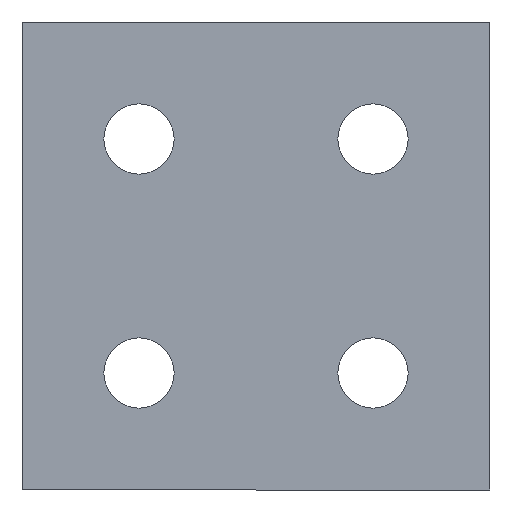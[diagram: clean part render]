
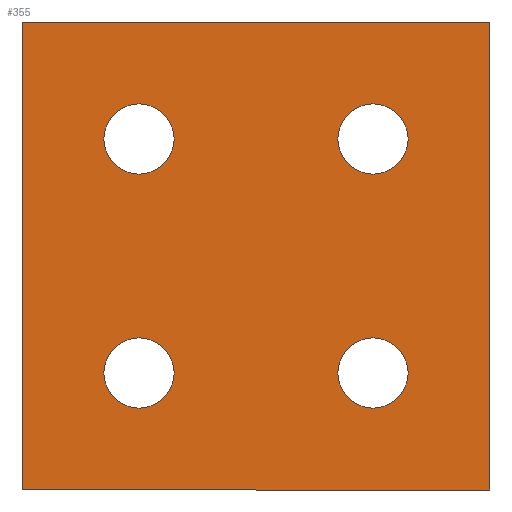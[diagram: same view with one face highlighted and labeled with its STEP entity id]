
A CAD part, front view. The second image highlights one B-rep face of the part: STEP entity #355.
In plain terms, the highlighted planar face has unit normal (0, -1, 0).
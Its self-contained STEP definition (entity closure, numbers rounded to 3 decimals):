
#2 = CIRCLE ( 'NONE', #312, 1.5 ) ;
#13 = EDGE_LOOP ( 'NONE', ( #221, #249 ) ) ;
#15 = EDGE_CURVE ( 'NONE', #464, #508, #488, .T. ) ;
#20 = CIRCLE ( 'NONE', #496, 1.5 ) ;
#29 = CARTESIAN_POINT ( 'NONE',  ( 10., 0., 10. ) ) ;
#33 = VECTOR ( 'NONE', #382, 1000. ) ;
#35 = CARTESIAN_POINT ( 'NONE',  ( 10., 0., -10. ) ) ;
#36 = EDGE_CURVE ( 'NONE', #398, #522, #261, .T. ) ;
#38 = CIRCLE ( 'NONE', #400, 1.5 ) ;
#42 = DIRECTION ( 'NONE',  ( 0., 1., 0. ) ) ;
#54 = DIRECTION ( 'NONE',  ( 1., 0., 0. ) ) ;
#60 = CARTESIAN_POINT ( 'NONE',  ( 5., 0., 6.5 ) ) ;
#66 = DIRECTION ( 'NONE',  ( 0., 0., -1. ) ) ;
#72 = EDGE_CURVE ( 'NONE', #433, #189, #485, .T. ) ;
#77 = EDGE_LOOP ( 'NONE', ( #142, #341 ) ) ;
#79 = DIRECTION ( 'NONE',  ( 0., 1., 0. ) ) ;
#84 = EDGE_LOOP ( 'NONE', ( #447, #104, #292, #209 ) ) ;
#87 = CARTESIAN_POINT ( 'NONE',  ( -5., 0., 5. ) ) ;
#91 = VERTEX_POINT ( 'NONE', #498 ) ;
#93 = CARTESIAN_POINT ( 'NONE',  ( -10., 0., 10. ) ) ;
#103 = DIRECTION ( 'NONE',  ( 0., 0., 1. ) ) ;
#104 = ORIENTED_EDGE ( 'NONE', *, *, #351, .F. ) ;
#118 = LINE ( 'NONE', #305, #323 ) ;
#119 = EDGE_LOOP ( 'NONE', ( #415, #405 ) ) ;
#125 = DIRECTION ( 'NONE',  ( 0., 0., -1. ) ) ;
#128 = VERTEX_POINT ( 'NONE', #181 ) ;
#130 = CARTESIAN_POINT ( 'NONE',  ( 10., 0., 10. ) ) ;
#134 = VECTOR ( 'NONE', #204, 1000. ) ;
#135 = VERTEX_POINT ( 'NONE', #93 ) ;
#140 = CIRCLE ( 'NONE', #397, 1.5 ) ;
#142 = ORIENTED_EDGE ( 'NONE', *, *, #251, .T. ) ;
#146 = CARTESIAN_POINT ( 'NONE',  ( 5., 0., 5. ) ) ;
#148 = FACE_OUTER_BOUND ( 'NONE', #84, .T. ) ;
#149 = CARTESIAN_POINT ( 'NONE',  ( -5., 0., -5. ) ) ;
#163 = CARTESIAN_POINT ( 'NONE',  ( -5., 0., 3.5 ) ) ;
#169 = CARTESIAN_POINT ( 'NONE',  ( -5., 0., 6.5 ) ) ;
#170 = EDGE_CURVE ( 'NONE', #91, #135, #174, .T. ) ;
#171 = DIRECTION ( 'NONE',  ( 0., 0., 1. ) ) ;
#173 = LINE ( 'NONE', #35, #437 ) ;
#174 = LINE ( 'NONE', #385, #33 ) ;
#181 = CARTESIAN_POINT ( 'NONE',  ( 5., 0., -3.5 ) ) ;
#189 = VERTEX_POINT ( 'NONE', #348 ) ;
#195 = EDGE_CURVE ( 'NONE', #216, #293, #20, .T. ) ;
#197 = ORIENTED_EDGE ( 'NONE', *, *, #517, .T. ) ;
#200 = CARTESIAN_POINT ( 'NONE',  ( -5., 0., -3.5 ) ) ;
#204 = DIRECTION ( 'NONE',  ( 0., 0., -1. ) ) ;
#205 = EDGE_CURVE ( 'NONE', #135, #433, #118, .T. ) ;
#207 = CARTESIAN_POINT ( 'NONE',  ( 5., 0., -5. ) ) ;
#208 = FACE_BOUND ( 'NONE', #77, .T. ) ;
#209 = ORIENTED_EDGE ( 'NONE', *, *, #205, .F. ) ;
#212 = CARTESIAN_POINT ( 'NONE',  ( -5., 0., -5. ) ) ;
#216 = VERTEX_POINT ( 'NONE', #60 ) ;
#221 = ORIENTED_EDGE ( 'NONE', *, *, #482, .T. ) ;
#241 = DIRECTION ( 'NONE',  ( -1., 0., 0. ) ) ;
#244 = DIRECTION ( 'NONE',  ( 0., 1., 0. ) ) ;
#249 = ORIENTED_EDGE ( 'NONE', *, *, #195, .T. ) ;
#250 = ORIENTED_EDGE ( 'NONE', *, *, #15, .T. ) ;
#251 = EDGE_CURVE ( 'NONE', #522, #398, #529, .T. ) ;
#258 = AXIS2_PLACEMENT_3D ( 'NONE', #149, #279, #103 ) ;
#261 = CIRCLE ( 'NONE', #454, 1.5 ) ;
#271 = EDGE_CURVE ( 'NONE', #469, #128, #2, .T. ) ;
#279 = DIRECTION ( 'NONE',  ( 0., 1., 0. ) ) ;
#292 = ORIENTED_EDGE ( 'NONE', *, *, #72, .F. ) ;
#293 = VERTEX_POINT ( 'NONE', #423 ) ;
#295 = DIRECTION ( 'NONE',  ( 0., 1., 0. ) ) ;
#297 = FACE_BOUND ( 'NONE', #531, .T. ) ;
#305 = CARTESIAN_POINT ( 'NONE',  ( 10., 0., 10. ) ) ;
#312 = AXIS2_PLACEMENT_3D ( 'NONE', #393, #354, #66 ) ;
#316 = DIRECTION ( 'NONE',  ( 0., 0., 1. ) ) ;
#322 = FACE_BOUND ( 'NONE', #119, .T. ) ;
#323 = VECTOR ( 'NONE', #54, 1000. ) ;
#330 = DIRECTION ( 'NONE',  ( 0., 1., 0. ) ) ;
#334 = CARTESIAN_POINT ( 'NONE',  ( -5., 0., 5. ) ) ;
#341 = ORIENTED_EDGE ( 'NONE', *, *, #36, .T. ) ;
#348 = CARTESIAN_POINT ( 'NONE',  ( 10., 0., -10. ) ) ;
#351 = EDGE_CURVE ( 'NONE', #189, #91, #173, .T. ) ;
#354 = DIRECTION ( 'NONE',  ( 0., 1., 0. ) ) ;
#355 = ADVANCED_FACE ( 'NONE', ( #148, #208, #297, #373, #322 ), #363, .F. ) ;
#360 = CARTESIAN_POINT ( 'NONE',  ( 5., 0., -6.5 ) ) ;
#363 = PLANE ( 'NONE',  #493 ) ;
#373 = FACE_BOUND ( 'NONE', #13, .T. ) ;
#382 = DIRECTION ( 'NONE',  ( 0., 0., 1. ) ) ;
#385 = CARTESIAN_POINT ( 'NONE',  ( -10., 0., 10. ) ) ;
#393 = CARTESIAN_POINT ( 'NONE',  ( 5., 0., -5. ) ) ;
#397 = AXIS2_PLACEMENT_3D ( 'NONE', #334, #42, #125 ) ;
#398 = VERTEX_POINT ( 'NONE', #200 ) ;
#400 = AXIS2_PLACEMENT_3D ( 'NONE', #530, #295, #448 ) ;
#403 = CARTESIAN_POINT ( 'NONE',  ( 0., 0., 0. ) ) ;
#405 = ORIENTED_EDGE ( 'NONE', *, *, #490, .T. ) ;
#407 = DIRECTION ( 'NONE',  ( 0., 0., -1. ) ) ;
#415 = ORIENTED_EDGE ( 'NONE', *, *, #271, .T. ) ;
#423 = CARTESIAN_POINT ( 'NONE',  ( 5., 0., 3.5 ) ) ;
#428 = AXIS2_PLACEMENT_3D ( 'NONE', #87, #330, #528 ) ;
#433 = VERTEX_POINT ( 'NONE', #29 ) ;
#436 = DIRECTION ( 'NONE',  ( 0., 1., 0. ) ) ;
#437 = VECTOR ( 'NONE', #241, 1000. ) ;
#447 = ORIENTED_EDGE ( 'NONE', *, *, #170, .F. ) ;
#448 = DIRECTION ( 'NONE',  ( 0., 0., 1. ) ) ;
#454 = AXIS2_PLACEMENT_3D ( 'NONE', #212, #244, #171 ) ;
#464 = VERTEX_POINT ( 'NONE', #163 ) ;
#469 = VERTEX_POINT ( 'NONE', #360 ) ;
#482 = EDGE_CURVE ( 'NONE', #293, #216, #38, .T. ) ;
#485 = LINE ( 'NONE', #130, #134 ) ;
#488 = CIRCLE ( 'NONE', #428, 1.5 ) ;
#490 = EDGE_CURVE ( 'NONE', #128, #469, #527, .T. ) ;
#493 = AXIS2_PLACEMENT_3D ( 'NONE', #403, #436, #520 ) ;
#496 = AXIS2_PLACEMENT_3D ( 'NONE', #146, #504, #316 ) ;
#498 = CARTESIAN_POINT ( 'NONE',  ( -10., 0., -10. ) ) ;
#504 = DIRECTION ( 'NONE',  ( 0., 1., 0. ) ) ;
#508 = VERTEX_POINT ( 'NONE', #169 ) ;
#511 = AXIS2_PLACEMENT_3D ( 'NONE', #207, #79, #407 ) ;
#517 = EDGE_CURVE ( 'NONE', #508, #464, #140, .T. ) ;
#520 = DIRECTION ( 'NONE',  ( 0., 0., 1. ) ) ;
#522 = VERTEX_POINT ( 'NONE', #533 ) ;
#527 = CIRCLE ( 'NONE', #511, 1.5 ) ;
#528 = DIRECTION ( 'NONE',  ( 0., 0., -1. ) ) ;
#529 = CIRCLE ( 'NONE', #258, 1.5 ) ;
#530 = CARTESIAN_POINT ( 'NONE',  ( 5., 0., 5. ) ) ;
#531 = EDGE_LOOP ( 'NONE', ( #250, #197 ) ) ;
#533 = CARTESIAN_POINT ( 'NONE',  ( -5., 0., -6.5 ) ) ;
